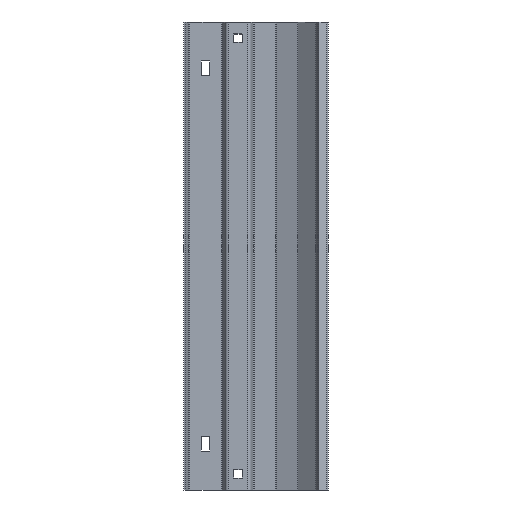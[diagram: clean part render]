
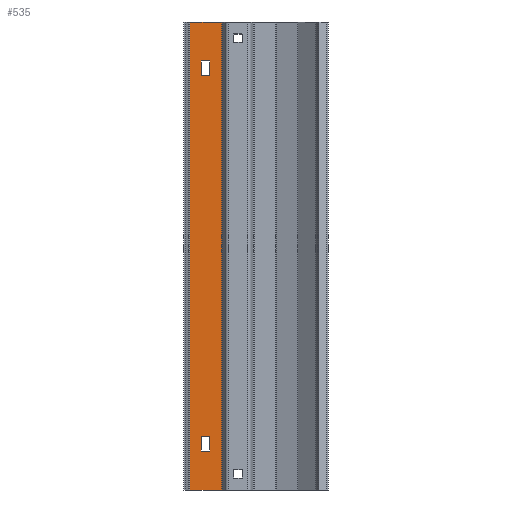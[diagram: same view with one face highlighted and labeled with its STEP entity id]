
A CAD part, left-side view. The second image highlights one B-rep face of the part: STEP entity #535.
In plain terms, the highlighted planar face has unit normal (-1, 0, 0).
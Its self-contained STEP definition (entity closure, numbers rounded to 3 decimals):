
#21 = LINE ( 'NONE', #135, #2033 ) ;
#37 = DIRECTION ( 'NONE',  ( 0., 0., -1. ) ) ;
#49 = LINE ( 'NONE', #1203, #2087 ) ;
#72 = DIRECTION ( 'NONE',  ( 0., 0., 1. ) ) ;
#117 = DIRECTION ( 'NONE',  ( 0., 0., 1. ) ) ;
#135 = CARTESIAN_POINT ( 'NONE',  ( 8.5, 23.479, -390. ) ) ;
#141 = DIRECTION ( 'NONE',  ( 0., -1., 0. ) ) ;
#158 = ORIENTED_EDGE ( 'NONE', *, *, #483, .F. ) ;
#167 = CARTESIAN_POINT ( 'NONE',  ( 8.5, 40.311, -390. ) ) ;
#184 = LINE ( 'NONE', #773, #1207 ) ;
#224 = ORIENTED_EDGE ( 'NONE', *, *, #726, .F. ) ;
#286 = VERTEX_POINT ( 'NONE', #1965 ) ;
#289 = LINE ( 'NONE', #2433, #602 ) ;
#298 = CARTESIAN_POINT ( 'NONE',  ( 8.5, 30.479, -32.5 ) ) ;
#343 = CARTESIAN_POINT ( 'NONE',  ( 8.5, 11.729, 0. ) ) ;
#358 = VERTEX_POINT ( 'NONE', #504 ) ;
#416 = CARTESIAN_POINT ( 'NONE',  ( 8.5, 30.479, -345.5 ) ) ;
#423 = EDGE_CURVE ( 'NONE', #871, #1057, #289, .T. ) ;
#447 = VECTOR ( 'NONE', #2089, 1000. ) ;
#449 = EDGE_LOOP ( 'NONE', ( #158, #1091, #1710, #1612 ) ) ;
#483 = EDGE_CURVE ( 'NONE', #1613, #1057, #1501, .T. ) ;
#504 = CARTESIAN_POINT ( 'NONE',  ( 8.5, 23.479, -44.5 ) ) ;
#512 = VERTEX_POINT ( 'NONE', #551 ) ;
#527 = VERTEX_POINT ( 'NONE', #167 ) ;
#535 = ADVANCED_FACE ( 'NONE', ( #1096, #562, #1920 ), #2488, .T. ) ;
#543 = CARTESIAN_POINT ( 'NONE',  ( 8.5, 11.729, -390. ) ) ;
#551 = CARTESIAN_POINT ( 'NONE',  ( 8.5, 23.479, -357.5 ) ) ;
#556 = CARTESIAN_POINT ( 'NONE',  ( 8.5, 40.311, -390. ) ) ;
#562 = FACE_BOUND ( 'NONE', #1602, .T. ) ;
#572 = VECTOR ( 'NONE', #117, 1000. ) ;
#586 = VECTOR ( 'NONE', #37, 1000. ) ;
#602 = VECTOR ( 'NONE', #72, 1000. ) ;
#726 = EDGE_CURVE ( 'NONE', #2210, #512, #1100, .T. ) ;
#773 = CARTESIAN_POINT ( 'NONE',  ( 8.5, 11.729, -345.5 ) ) ;
#807 = EDGE_CURVE ( 'NONE', #527, #1613, #1533, .T. ) ;
#847 = LINE ( 'NONE', #2212, #2501 ) ;
#871 = VERTEX_POINT ( 'NONE', #1736 ) ;
#914 = ORIENTED_EDGE ( 'NONE', *, *, #1055, .F. ) ;
#953 = DIRECTION ( 'NONE',  ( 0., 0., 1. ) ) ;
#977 = CARTESIAN_POINT ( 'NONE',  ( 8.5, 13.648, 0. ) ) ;
#1030 = VECTOR ( 'NONE', #1508, 1000. ) ;
#1055 = EDGE_CURVE ( 'NONE', #2005, #2210, #1953, .T. ) ;
#1057 = VERTEX_POINT ( 'NONE', #977 ) ;
#1091 = ORIENTED_EDGE ( 'NONE', *, *, #807, .F. ) ;
#1096 = FACE_BOUND ( 'NONE', #1883, .T. ) ;
#1100 = LINE ( 'NONE', #1301, #447 ) ;
#1118 = VECTOR ( 'NONE', #953, 1000. ) ;
#1122 = DIRECTION ( 'NONE',  ( 0., -1., 0. ) ) ;
#1132 = EDGE_CURVE ( 'NONE', #2188, #1872, #49, .T. ) ;
#1147 = EDGE_CURVE ( 'NONE', #358, #286, #2345, .T. ) ;
#1159 = EDGE_CURVE ( 'NONE', #527, #871, #2278, .T. ) ;
#1203 = CARTESIAN_POINT ( 'NONE',  ( 8.5, 30.479, -390. ) ) ;
#1207 = VECTOR ( 'NONE', #1376, 1000. ) ;
#1218 = ORIENTED_EDGE ( 'NONE', *, *, #1147, .F. ) ;
#1225 = EDGE_CURVE ( 'NONE', #286, #2188, #1545, .T. ) ;
#1253 = ORIENTED_EDGE ( 'NONE', *, *, #1583, .F. ) ;
#1265 = VECTOR ( 'NONE', #1122, 1000. ) ;
#1301 = CARTESIAN_POINT ( 'NONE',  ( 8.5, 11.729, -357.5 ) ) ;
#1334 = ORIENTED_EDGE ( 'NONE', *, *, #1225, .F. ) ;
#1376 = DIRECTION ( 'NONE',  ( 0., 1., 0. ) ) ;
#1377 = CARTESIAN_POINT ( 'NONE',  ( 8.5, 30.479, -390. ) ) ;
#1409 = EDGE_CURVE ( 'NONE', #512, #2096, #21, .T. ) ;
#1418 = ORIENTED_EDGE ( 'NONE', *, *, #1653, .F. ) ;
#1495 = CARTESIAN_POINT ( 'NONE',  ( 8.5, 23.479, -390. ) ) ;
#1501 = LINE ( 'NONE', #343, #1265 ) ;
#1508 = DIRECTION ( 'NONE',  ( 0., 1., 0. ) ) ;
#1527 = DIRECTION ( 'NONE',  ( -1., 0., 0. ) ) ;
#1533 = LINE ( 'NONE', #556, #572 ) ;
#1545 = LINE ( 'NONE', #2319, #1030 ) ;
#1583 = EDGE_CURVE ( 'NONE', #2096, #2005, #184, .T. ) ;
#1602 = EDGE_LOOP ( 'NONE', ( #224, #914, #1253, #2225 ) ) ;
#1612 = ORIENTED_EDGE ( 'NONE', *, *, #423, .T. ) ;
#1613 = VERTEX_POINT ( 'NONE', #2357 ) ;
#1653 = EDGE_CURVE ( 'NONE', #1872, #358, #847, .T. ) ;
#1710 = ORIENTED_EDGE ( 'NONE', *, *, #1159, .T. ) ;
#1736 = CARTESIAN_POINT ( 'NONE',  ( 8.5, 13.648, -390. ) ) ;
#1742 = CARTESIAN_POINT ( 'NONE',  ( 8.5, 30.479, -44.5 ) ) ;
#1768 = VECTOR ( 'NONE', #2510, 1000. ) ;
#1864 = CARTESIAN_POINT ( 'NONE',  ( 8.5, 30.479, -357.5 ) ) ;
#1872 = VERTEX_POINT ( 'NONE', #1742 ) ;
#1883 = EDGE_LOOP ( 'NONE', ( #1418, #2284, #1334, #1218 ) ) ;
#1890 = DIRECTION ( 'NONE',  ( 0., 0., 1. ) ) ;
#1920 = FACE_OUTER_BOUND ( 'NONE', #449, .T. ) ;
#1953 = LINE ( 'NONE', #1377, #586 ) ;
#1965 = CARTESIAN_POINT ( 'NONE',  ( 8.5, 23.479, -32.5 ) ) ;
#1981 = DIRECTION ( 'NONE',  ( 0., 0., -1. ) ) ;
#1988 = CARTESIAN_POINT ( 'NONE',  ( 8.5, 23.479, -345.5 ) ) ;
#2005 = VERTEX_POINT ( 'NONE', #416 ) ;
#2033 = VECTOR ( 'NONE', #1890, 1000. ) ;
#2087 = VECTOR ( 'NONE', #1981, 1000. ) ;
#2089 = DIRECTION ( 'NONE',  ( 0., -1., 0. ) ) ;
#2096 = VERTEX_POINT ( 'NONE', #1988 ) ;
#2108 = CARTESIAN_POINT ( 'NONE',  ( 8.5, 11.729, -390. ) ) ;
#2188 = VERTEX_POINT ( 'NONE', #298 ) ;
#2210 = VERTEX_POINT ( 'NONE', #1864 ) ;
#2212 = CARTESIAN_POINT ( 'NONE',  ( 8.5, 11.729, -44.5 ) ) ;
#2225 = ORIENTED_EDGE ( 'NONE', *, *, #1409, .F. ) ;
#2277 = AXIS2_PLACEMENT_3D ( 'NONE', #2108, #1527, #141 ) ;
#2278 = LINE ( 'NONE', #543, #1768 ) ;
#2284 = ORIENTED_EDGE ( 'NONE', *, *, #1132, .F. ) ;
#2319 = CARTESIAN_POINT ( 'NONE',  ( 8.5, 11.729, -32.5 ) ) ;
#2345 = LINE ( 'NONE', #1495, #1118 ) ;
#2357 = CARTESIAN_POINT ( 'NONE',  ( 8.5, 40.311, 0. ) ) ;
#2369 = DIRECTION ( 'NONE',  ( 0., -1., 0. ) ) ;
#2433 = CARTESIAN_POINT ( 'NONE',  ( 8.5, 13.648, -390. ) ) ;
#2488 = PLANE ( 'NONE',  #2277 ) ;
#2501 = VECTOR ( 'NONE', #2369, 1000. ) ;
#2510 = DIRECTION ( 'NONE',  ( 0., -1., 0. ) ) ;
